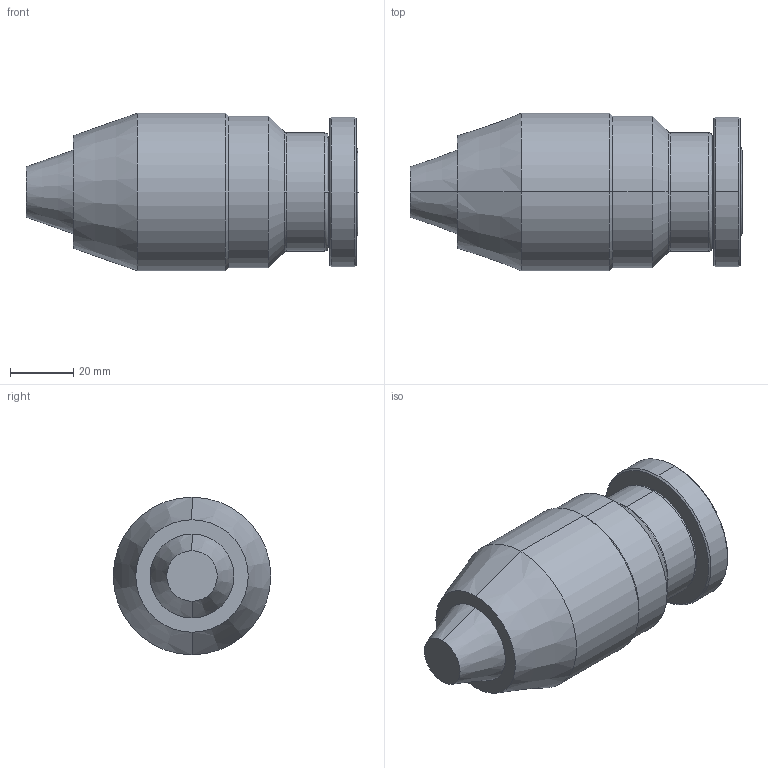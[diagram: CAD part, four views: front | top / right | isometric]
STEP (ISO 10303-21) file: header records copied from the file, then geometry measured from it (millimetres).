
FILE_DESCRIPTION (( 'STEP AP203' ), '1' );
FILE_NAME ('DC 1 - 13 B16.STEP', '2019-04-22T06:18:05', ( '' ), ( '' ), 'SwSTEP 2.0', 'SolidWorks 2014', '' );
FILE_SCHEMA (( 'CONFIG_CONTROL_DESIGN' ));
Length unit declared in the file: millimetre
Products named in the file (1): DC 1 - 13 B16
Bounding box: 105.3 x 50 x 50 mm (x, y, z)
Volume: 152884.1 mm3; surface area: 19692 mm2
Topology: 1 solids, 1 shells, 42 faces, 90 edges, 56 vertices
Faces by surface type: cylinder 14, cone 14, plane 8, bspline 6
Entity records: 1621 total; most frequent: CARTESIAN_POINT 635, DIRECTION 206, ORIENTED_EDGE 180, EDGE_CURVE 90, AXIS2_PLACEMENT_3D 89, VERTEX_POINT 56, CIRCLE 52, EDGE_LOOP 48
